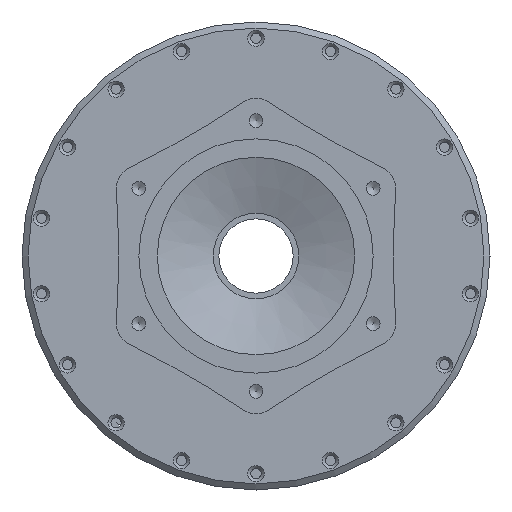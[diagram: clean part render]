
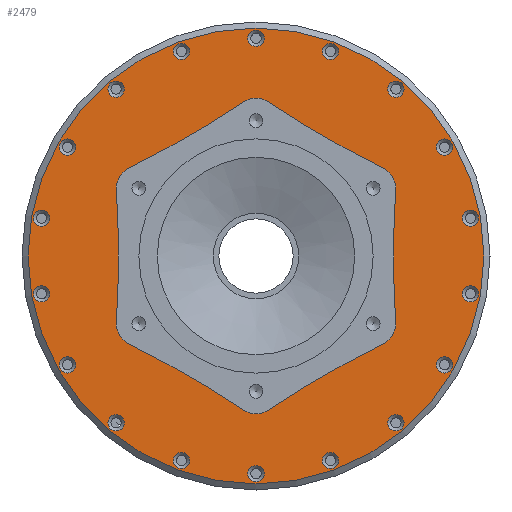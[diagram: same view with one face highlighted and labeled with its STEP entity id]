
A CAD part, left-side view. The second image highlights one B-rep face of the part: STEP entity #2479.
In plain terms, the highlighted planar face has unit normal (-1, 0, 0).
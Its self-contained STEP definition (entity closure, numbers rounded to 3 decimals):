
#35=FACE_BOUND('',#406,.T.);
#36=FACE_BOUND('',#407,.T.);
#37=FACE_BOUND('',#408,.T.);
#38=FACE_BOUND('',#409,.T.);
#39=FACE_BOUND('',#410,.T.);
#40=FACE_BOUND('',#411,.T.);
#41=FACE_BOUND('',#412,.T.);
#42=FACE_BOUND('',#413,.T.);
#43=FACE_BOUND('',#414,.T.);
#44=FACE_BOUND('',#415,.T.);
#45=FACE_BOUND('',#416,.T.);
#46=FACE_BOUND('',#417,.T.);
#47=FACE_BOUND('',#418,.T.);
#48=FACE_BOUND('',#419,.T.);
#49=FACE_BOUND('',#420,.T.);
#50=FACE_BOUND('',#421,.T.);
#51=FACE_BOUND('',#422,.T.);
#52=FACE_BOUND('',#423,.T.);
#53=FACE_BOUND('',#424,.T.);
#116=PLANE('',#2718);
#244=FACE_OUTER_BOUND('',#405,.T.);
#405=EDGE_LOOP('',(#1852,#1853));
#406=EDGE_LOOP('',(#1854));
#407=EDGE_LOOP('',(#1855));
#408=EDGE_LOOP('',(#1856));
#409=EDGE_LOOP('',(#1857));
#410=EDGE_LOOP('',(#1858));
#411=EDGE_LOOP('',(#1859));
#412=EDGE_LOOP('',(#1860));
#413=EDGE_LOOP('',(#1861));
#414=EDGE_LOOP('',(#1862));
#415=EDGE_LOOP('',(#1863,#1864));
#416=EDGE_LOOP('',(#1865));
#417=EDGE_LOOP('',(#1866));
#418=EDGE_LOOP('',(#1867));
#419=EDGE_LOOP('',(#1868));
#420=EDGE_LOOP('',(#1869));
#421=EDGE_LOOP('',(#1870));
#422=EDGE_LOOP('',(#1871));
#423=EDGE_LOOP('',(#1872));
#424=EDGE_LOOP('',(#1873));
#926=CIRCLE('',#2716,4.);
#928=CIRCLE('',#2719,112.);
#929=CIRCLE('',#2720,112.);
#930=CIRCLE('',#2721,4.);
#931=CIRCLE('',#2722,4.);
#932=CIRCLE('',#2723,4.);
#933=CIRCLE('',#2724,4.);
#934=CIRCLE('',#2725,4.);
#935=CIRCLE('',#2726,4.);
#936=CIRCLE('',#2727,4.);
#937=CIRCLE('',#2728,4.);
#938=CIRCLE('',#2729,4.);
#939=CIRCLE('',#2730,66.55);
#940=CIRCLE('',#2731,66.55);
#941=CIRCLE('',#2732,4.);
#942=CIRCLE('',#2733,4.);
#943=CIRCLE('',#2734,4.);
#944=CIRCLE('',#2735,4.);
#945=CIRCLE('',#2736,4.);
#946=CIRCLE('',#2737,4.);
#947=CIRCLE('',#2738,4.);
#948=CIRCLE('',#2739,4.);
#1168=VERTEX_POINT('',#4091);
#1170=VERTEX_POINT('',#4097);
#1171=VERTEX_POINT('',#4098);
#1172=VERTEX_POINT('',#4101);
#1173=VERTEX_POINT('',#4103);
#1174=VERTEX_POINT('',#4105);
#1175=VERTEX_POINT('',#4107);
#1176=VERTEX_POINT('',#4109);
#1177=VERTEX_POINT('',#4111);
#1178=VERTEX_POINT('',#4113);
#1179=VERTEX_POINT('',#4115);
#1180=VERTEX_POINT('',#4117);
#1181=VERTEX_POINT('',#4119);
#1182=VERTEX_POINT('',#4120);
#1183=VERTEX_POINT('',#4123);
#1184=VERTEX_POINT('',#4125);
#1185=VERTEX_POINT('',#4127);
#1186=VERTEX_POINT('',#4129);
#1187=VERTEX_POINT('',#4131);
#1188=VERTEX_POINT('',#4133);
#1189=VERTEX_POINT('',#4135);
#1190=VERTEX_POINT('',#4137);
#1436=EDGE_CURVE('',#1168,#1168,#926,.T.);
#1439=EDGE_CURVE('',#1170,#1171,#928,.T.);
#1440=EDGE_CURVE('',#1171,#1170,#929,.T.);
#1441=EDGE_CURVE('',#1172,#1172,#930,.T.);
#1442=EDGE_CURVE('',#1173,#1173,#931,.T.);
#1443=EDGE_CURVE('',#1174,#1174,#932,.T.);
#1444=EDGE_CURVE('',#1175,#1175,#933,.T.);
#1445=EDGE_CURVE('',#1176,#1176,#934,.T.);
#1446=EDGE_CURVE('',#1177,#1177,#935,.T.);
#1447=EDGE_CURVE('',#1178,#1178,#936,.T.);
#1448=EDGE_CURVE('',#1179,#1179,#937,.T.);
#1449=EDGE_CURVE('',#1180,#1180,#938,.T.);
#1450=EDGE_CURVE('',#1181,#1182,#939,.T.);
#1451=EDGE_CURVE('',#1182,#1181,#940,.T.);
#1452=EDGE_CURVE('',#1183,#1183,#941,.T.);
#1453=EDGE_CURVE('',#1184,#1184,#942,.T.);
#1454=EDGE_CURVE('',#1185,#1185,#943,.T.);
#1455=EDGE_CURVE('',#1186,#1186,#944,.T.);
#1456=EDGE_CURVE('',#1187,#1187,#945,.T.);
#1457=EDGE_CURVE('',#1188,#1188,#946,.T.);
#1458=EDGE_CURVE('',#1189,#1189,#947,.T.);
#1459=EDGE_CURVE('',#1190,#1190,#948,.T.);
#1852=ORIENTED_EDGE('',*,*,#1439,.T.);
#1853=ORIENTED_EDGE('',*,*,#1440,.T.);
#1854=ORIENTED_EDGE('',*,*,#1441,.F.);
#1855=ORIENTED_EDGE('',*,*,#1442,.F.);
#1856=ORIENTED_EDGE('',*,*,#1443,.F.);
#1857=ORIENTED_EDGE('',*,*,#1444,.F.);
#1858=ORIENTED_EDGE('',*,*,#1445,.F.);
#1859=ORIENTED_EDGE('',*,*,#1446,.F.);
#1860=ORIENTED_EDGE('',*,*,#1447,.F.);
#1861=ORIENTED_EDGE('',*,*,#1448,.F.);
#1862=ORIENTED_EDGE('',*,*,#1449,.F.);
#1863=ORIENTED_EDGE('',*,*,#1450,.F.);
#1864=ORIENTED_EDGE('',*,*,#1451,.F.);
#1865=ORIENTED_EDGE('',*,*,#1452,.F.);
#1866=ORIENTED_EDGE('',*,*,#1453,.F.);
#1867=ORIENTED_EDGE('',*,*,#1454,.F.);
#1868=ORIENTED_EDGE('',*,*,#1455,.F.);
#1869=ORIENTED_EDGE('',*,*,#1456,.F.);
#1870=ORIENTED_EDGE('',*,*,#1457,.F.);
#1871=ORIENTED_EDGE('',*,*,#1458,.F.);
#1872=ORIENTED_EDGE('',*,*,#1459,.F.);
#1873=ORIENTED_EDGE('',*,*,#1436,.F.);
#2479=ADVANCED_FACE('',(#244,#35,#36,#37,#38,#39,#40,#41,#42,#43,#44,#45,
#46,#47,#48,#49,#50,#51,#52,#53),#116,.T.);
#2716=AXIS2_PLACEMENT_3D('',#4092,#3246,#3247);
#2718=AXIS2_PLACEMENT_3D('',#4096,#3251,#3252);
#2719=AXIS2_PLACEMENT_3D('',#4099,#3253,#3254);
#2720=AXIS2_PLACEMENT_3D('',#4100,#3255,#3256);
#2721=AXIS2_PLACEMENT_3D('',#4102,#3257,#3258);
#2722=AXIS2_PLACEMENT_3D('',#4104,#3259,#3260);
#2723=AXIS2_PLACEMENT_3D('',#4106,#3261,#3262);
#2724=AXIS2_PLACEMENT_3D('',#4108,#3263,#3264);
#2725=AXIS2_PLACEMENT_3D('',#4110,#3265,#3266);
#2726=AXIS2_PLACEMENT_3D('',#4112,#3267,#3268);
#2727=AXIS2_PLACEMENT_3D('',#4114,#3269,#3270);
#2728=AXIS2_PLACEMENT_3D('',#4116,#3271,#3272);
#2729=AXIS2_PLACEMENT_3D('',#4118,#3273,#3274);
#2730=AXIS2_PLACEMENT_3D('',#4121,#3275,#3276);
#2731=AXIS2_PLACEMENT_3D('',#4122,#3277,#3278);
#2732=AXIS2_PLACEMENT_3D('',#4124,#3279,#3280);
#2733=AXIS2_PLACEMENT_3D('',#4126,#3281,#3282);
#2734=AXIS2_PLACEMENT_3D('',#4128,#3283,#3284);
#2735=AXIS2_PLACEMENT_3D('',#4130,#3285,#3286);
#2736=AXIS2_PLACEMENT_3D('',#4132,#3287,#3288);
#2737=AXIS2_PLACEMENT_3D('',#4134,#3289,#3290);
#2738=AXIS2_PLACEMENT_3D('',#4136,#3291,#3292);
#2739=AXIS2_PLACEMENT_3D('',#4138,#3293,#3294);
#3246=DIRECTION('center_axis',(-1.,0.,0.));
#3247=DIRECTION('ref_axis',(0.,-1.,0.));
#3251=DIRECTION('center_axis',(-1.,0.,0.));
#3252=DIRECTION('ref_axis',(0.,0.,1.));
#3253=DIRECTION('center_axis',(-1.,0.,0.));
#3254=DIRECTION('ref_axis',(0.,0.,1.));
#3255=DIRECTION('center_axis',(-1.,0.,0.));
#3256=DIRECTION('ref_axis',(0.,0.,1.));
#3257=DIRECTION('center_axis',(-1.,0.,0.));
#3258=DIRECTION('ref_axis',(0.,-1.,0.));
#3259=DIRECTION('center_axis',(-1.,0.,0.));
#3260=DIRECTION('ref_axis',(0.,-1.,0.));
#3261=DIRECTION('center_axis',(-1.,0.,0.));
#3262=DIRECTION('ref_axis',(0.,-1.,0.));
#3263=DIRECTION('center_axis',(-1.,0.,0.));
#3264=DIRECTION('ref_axis',(0.,-1.,0.));
#3265=DIRECTION('center_axis',(-1.,0.,0.));
#3266=DIRECTION('ref_axis',(0.,-1.,0.));
#3267=DIRECTION('center_axis',(-1.,0.,0.));
#3268=DIRECTION('ref_axis',(0.,-1.,0.));
#3269=DIRECTION('center_axis',(-1.,0.,0.));
#3270=DIRECTION('ref_axis',(0.,-1.,0.));
#3271=DIRECTION('center_axis',(-1.,0.,0.));
#3272=DIRECTION('ref_axis',(0.,-1.,0.));
#3273=DIRECTION('center_axis',(-1.,0.,0.));
#3274=DIRECTION('ref_axis',(0.,-1.,0.));
#3275=DIRECTION('center_axis',(-1.,0.,0.));
#3276=DIRECTION('ref_axis',(0.,0.,1.));
#3277=DIRECTION('center_axis',(-1.,0.,0.));
#3278=DIRECTION('ref_axis',(0.,0.,1.));
#3279=DIRECTION('center_axis',(-1.,0.,0.));
#3280=DIRECTION('ref_axis',(0.,-1.,0.));
#3281=DIRECTION('center_axis',(-1.,0.,0.));
#3282=DIRECTION('ref_axis',(0.,-1.,0.));
#3283=DIRECTION('center_axis',(-1.,0.,0.));
#3284=DIRECTION('ref_axis',(0.,-1.,0.));
#3285=DIRECTION('center_axis',(-1.,0.,0.));
#3286=DIRECTION('ref_axis',(0.,-1.,0.));
#3287=DIRECTION('center_axis',(-1.,0.,0.));
#3288=DIRECTION('ref_axis',(0.,-1.,0.));
#3289=DIRECTION('center_axis',(-1.,0.,0.));
#3290=DIRECTION('ref_axis',(0.,-1.,0.));
#3291=DIRECTION('center_axis',(-1.,0.,0.));
#3292=DIRECTION('ref_axis',(0.,-1.,0.));
#3293=DIRECTION('center_axis',(-1.,0.,0.));
#3294=DIRECTION('ref_axis',(0.,-1.,0.));
#4091=CARTESIAN_POINT('',(-68.9,72.778,81.967));
#4092=CARTESIAN_POINT('Origin',(-68.9,68.778,81.967));
#4096=CARTESIAN_POINT('Origin',(-68.9,0.,66.55));
#4097=CARTESIAN_POINT('',(-68.9,0.,112.));
#4098=CARTESIAN_POINT('',(-68.9,0.,-112.));
#4099=CARTESIAN_POINT('Origin',(-68.9,0.,0.));
#4100=CARTESIAN_POINT('Origin',(-68.9,0.,0.));
#4101=CARTESIAN_POINT('',(-68.9,40.596,100.547));
#4102=CARTESIAN_POINT('Origin',(-68.9,36.596,100.547));
#4103=CARTESIAN_POINT('',(-68.9,109.374,18.58));
#4104=CARTESIAN_POINT('Origin',(-68.9,105.374,18.58));
#4105=CARTESIAN_POINT('',(-68.9,96.665,-53.5));
#4106=CARTESIAN_POINT('Origin',(-68.9,92.665,-53.5));
#4107=CARTESIAN_POINT('',(-68.9,40.596,-100.547));
#4108=CARTESIAN_POINT('Origin',(-68.9,36.596,-100.547));
#4109=CARTESIAN_POINT('',(-68.9,-32.596,-100.547));
#4110=CARTESIAN_POINT('Origin',(-68.9,-36.596,-100.547));
#4111=CARTESIAN_POINT('',(-68.9,-88.665,-53.5));
#4112=CARTESIAN_POINT('Origin',(-68.9,-92.665,-53.5));
#4113=CARTESIAN_POINT('',(-68.9,-101.374,18.58));
#4114=CARTESIAN_POINT('Origin',(-68.9,-105.374,18.58));
#4115=CARTESIAN_POINT('',(-68.9,4.,107.));
#4116=CARTESIAN_POINT('Origin',(-68.9,0.,
107.));
#4117=CARTESIAN_POINT('',(-68.9,-32.596,100.547));
#4118=CARTESIAN_POINT('Origin',(-68.9,-36.596,100.547));
#4119=CARTESIAN_POINT('',(-68.9,0.,66.55));
#4120=CARTESIAN_POINT('',(-68.9,0.,-66.55));
#4121=CARTESIAN_POINT('Origin',(-68.9,0.,0.));
#4122=CARTESIAN_POINT('Origin',(-68.9,0.,0.));
#4123=CARTESIAN_POINT('',(-68.9,-64.778,81.967));
#4124=CARTESIAN_POINT('Origin',(-68.9,-68.778,81.967));
#4125=CARTESIAN_POINT('',(-68.9,-88.665,53.5));
#4126=CARTESIAN_POINT('Origin',(-68.9,-92.665,53.5));
#4127=CARTESIAN_POINT('',(-68.9,-101.374,-18.58));
#4128=CARTESIAN_POINT('Origin',(-68.9,-105.374,-18.58));
#4129=CARTESIAN_POINT('',(-68.9,-64.778,-81.967));
#4130=CARTESIAN_POINT('Origin',(-68.9,-68.778,-81.967));
#4131=CARTESIAN_POINT('',(-68.9,4.,-107.));
#4132=CARTESIAN_POINT('Origin',(-68.9,0.,-107.));
#4133=CARTESIAN_POINT('',(-68.9,72.778,-81.967));
#4134=CARTESIAN_POINT('Origin',(-68.9,68.778,-81.967));
#4135=CARTESIAN_POINT('',(-68.9,109.374,-18.58));
#4136=CARTESIAN_POINT('Origin',(-68.9,105.374,-18.58));
#4137=CARTESIAN_POINT('',(-68.9,96.665,53.5));
#4138=CARTESIAN_POINT('Origin',(-68.9,92.665,53.5));
